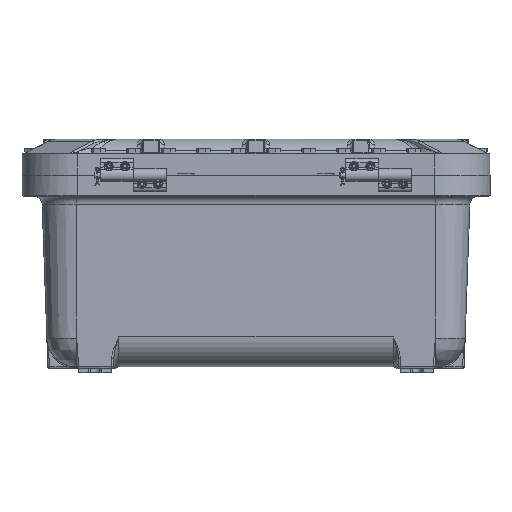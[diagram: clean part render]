
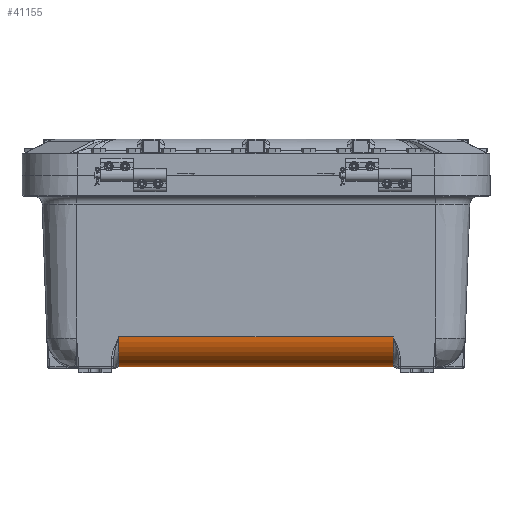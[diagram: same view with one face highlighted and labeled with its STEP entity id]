
A CAD part, left-side view. The second image highlights one B-rep face of the part: STEP entity #41155.
In plain terms, the highlighted cylindrical face has radius 47.625 mm (diameter 95.25 mm), a partial arc.
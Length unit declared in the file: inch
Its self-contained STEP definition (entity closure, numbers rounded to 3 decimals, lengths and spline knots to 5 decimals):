
#4657=CYLINDRICAL_SURFACE('',#44178,1.875);
#5737=CIRCLE('',#43609,1.875);
#5841=CIRCLE('',#44076,1.875);
#7673=FACE_OUTER_BOUND('',#10238,.T.);
#10238=EDGE_LOOP('',(#33594,#33595,#33596,#33597));
#12408=LINE('',#60118,#15503);
#13397=LINE('',#85102,#16492);
#15503=VECTOR('',#48138,0.3937);
#16492=VECTOR('',#50477,0.3937);
#18746=VERTEX_POINT('',#60106);
#18747=VERTEX_POINT('',#60117);
#18833=VERTEX_POINT('',#63105);
#18932=VERTEX_POINT('',#77145);
#22975=EDGE_CURVE('',#18747,#18746,#12408,.T.);
#23119=EDGE_CURVE('',#18747,#18833,#5737,.T.);
#24554=EDGE_CURVE('',#18932,#18746,#5841,.T.);
#24675=EDGE_CURVE('',#18932,#18833,#13397,.T.);
#33594=ORIENTED_EDGE('',*,*,#24554,.F.);
#33595=ORIENTED_EDGE('',*,*,#24675,.T.);
#33596=ORIENTED_EDGE('',*,*,#23119,.F.);
#33597=ORIENTED_EDGE('',*,*,#22975,.T.);
#41155=ADVANCED_FACE('',(#7673),#4657,.T.);
#43609=AXIS2_PLACEMENT_3D('',#63106,#48397,#48398);
#44076=AXIS2_PLACEMENT_3D('',#81965,#50267,#50268);
#44178=AXIS2_PLACEMENT_3D('',#85105,#50481,#50482);
#48138=DIRECTION('',(0.,1.,0.));
#48397=DIRECTION('center_axis',(0.,-1.,0.));
#48398=DIRECTION('ref_axis',(-0.695,0.,-0.719));
#50267=DIRECTION('center_axis',(0.,1.,0.));
#50268=DIRECTION('ref_axis',(-0.695,0.,-0.719));
#50477=DIRECTION('',(0.,-1.,0.));
#50481=DIRECTION('center_axis',(0.,-1.,0.));
#50482=DIRECTION('ref_axis',(-0.695,0.,-0.719));
#60106=CARTESIAN_POINT('',(-12.68698,8.3125,-9.87794));
#60117=CARTESIAN_POINT('',(-12.68698,-8.3125,-9.87794));
#60118=CARTESIAN_POINT('',(-12.68698,5.44563,-9.87794));
#63105=CARTESIAN_POINT('',(-10.81312,-8.3125,-11.6875));
#63106=CARTESIAN_POINT('Origin',(-10.81312,-8.3125,-9.8125));
#77145=CARTESIAN_POINT('',(-10.81312,8.3125,-11.6875));
#81965=CARTESIAN_POINT('Origin',(-10.81312,8.3125,-9.8125));
#85102=CARTESIAN_POINT('',(-10.81312,5.44563,-11.6875));
#85105=CARTESIAN_POINT('Origin',(-10.81312,5.44563,-9.8125));
